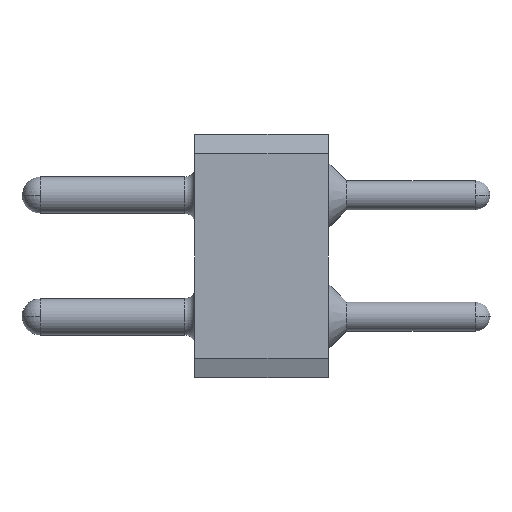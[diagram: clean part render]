
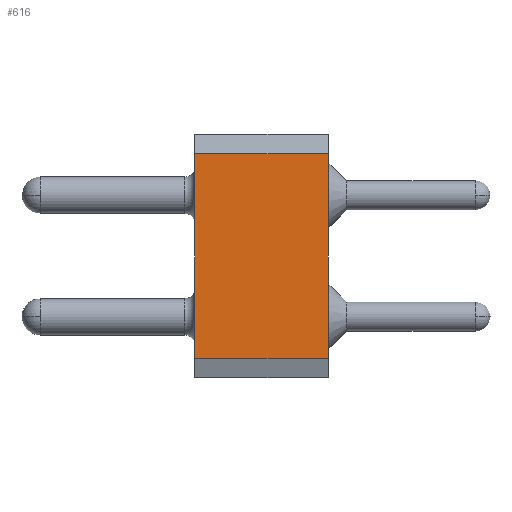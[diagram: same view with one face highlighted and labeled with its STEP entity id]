
A CAD part, left-side view. The second image highlights one B-rep face of the part: STEP entity #616.
In plain terms, the highlighted planar face has unit normal (-1, 0, 0).
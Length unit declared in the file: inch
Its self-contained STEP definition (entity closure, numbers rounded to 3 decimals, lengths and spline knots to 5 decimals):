
#9 = EDGE_CURVE ( 'NONE', #325, #1080, #610, .T. ) ;
#54 = DIRECTION ( 'NONE',  ( 0., 0., 1. ) ) ;
#92 = FACE_OUTER_BOUND ( 'NONE', #2036, .T. ) ;
#105 = LINE ( 'NONE', #1229, #274 ) ;
#125 = VECTOR ( 'NONE', #588, 39.37008 ) ;
#130 = AXIS2_PLACEMENT_3D ( 'NONE', #1088, #1214, #894 ) ;
#253 = ORIENTED_EDGE ( 'NONE', *, *, #962, .T. ) ;
#274 = VECTOR ( 'NONE', #750, 39.37008 ) ;
#325 = VERTEX_POINT ( 'NONE', #1953 ) ;
#438 = DIRECTION ( 'NONE',  ( 0., 0., 1. ) ) ;
#495 = ORIENTED_EDGE ( 'NONE', *, *, #1890, .T. ) ;
#581 = ORIENTED_EDGE ( 'NONE', *, *, #9, .F. ) ;
#588 = DIRECTION ( 'NONE',  ( 0., 1., 0. ) ) ;
#601 = PLANE ( 'NONE',  #130 ) ;
#603 = VECTOR ( 'NONE', #438, 39.37008 ) ;
#610 = LINE ( 'NONE', #2064, #125 ) ;
#616 = ADVANCED_FACE ( 'NONE', ( #92 ), #601, .T. ) ;
#750 = DIRECTION ( 'NONE',  ( 0., 1., 0. ) ) ;
#764 = CARTESIAN_POINT ( 'NONE',  ( -0.01203, -0.11, -0.01575 ) ) ;
#855 = LINE ( 'NONE', #1518, #1220 ) ;
#894 = DIRECTION ( 'NONE',  ( 0., 0., 1. ) ) ;
#962 = EDGE_CURVE ( 'NONE', #325, #1054, #1706, .T. ) ;
#977 = ORIENTED_EDGE ( 'NONE', *, *, #1674, .F. ) ;
#1054 = VERTEX_POINT ( 'NONE', #764 ) ;
#1075 = CARTESIAN_POINT ( 'NONE',  ( -0.01203, -0.11, -0.18425 ) ) ;
#1080 = VERTEX_POINT ( 'NONE', #2094 ) ;
#1088 = CARTESIAN_POINT ( 'NONE',  ( -0.01203, -0.11, -0.18425 ) ) ;
#1214 = DIRECTION ( 'NONE',  ( -1., 0., 0. ) ) ;
#1220 = VECTOR ( 'NONE', #54, 39.37008 ) ;
#1229 = CARTESIAN_POINT ( 'NONE',  ( -0.01203, -0.11, -0.01575 ) ) ;
#1518 = CARTESIAN_POINT ( 'NONE',  ( -0.01203, 0., -0.18425 ) ) ;
#1674 = EDGE_CURVE ( 'NONE', #1080, #2009, #855, .T. ) ;
#1706 = LINE ( 'NONE', #1075, #603 ) ;
#1890 = EDGE_CURVE ( 'NONE', #1054, #2009, #105, .T. ) ;
#1953 = CARTESIAN_POINT ( 'NONE',  ( -0.01203, -0.11, -0.18425 ) ) ;
#2009 = VERTEX_POINT ( 'NONE', #2099 ) ;
#2036 = EDGE_LOOP ( 'NONE', ( #977, #581, #253, #495 ) ) ;
#2064 = CARTESIAN_POINT ( 'NONE',  ( -0.01203, -0.11, -0.18425 ) ) ;
#2094 = CARTESIAN_POINT ( 'NONE',  ( -0.01203, 0., -0.18425 ) ) ;
#2099 = CARTESIAN_POINT ( 'NONE',  ( -0.01203, 0., -0.01575 ) ) ;
